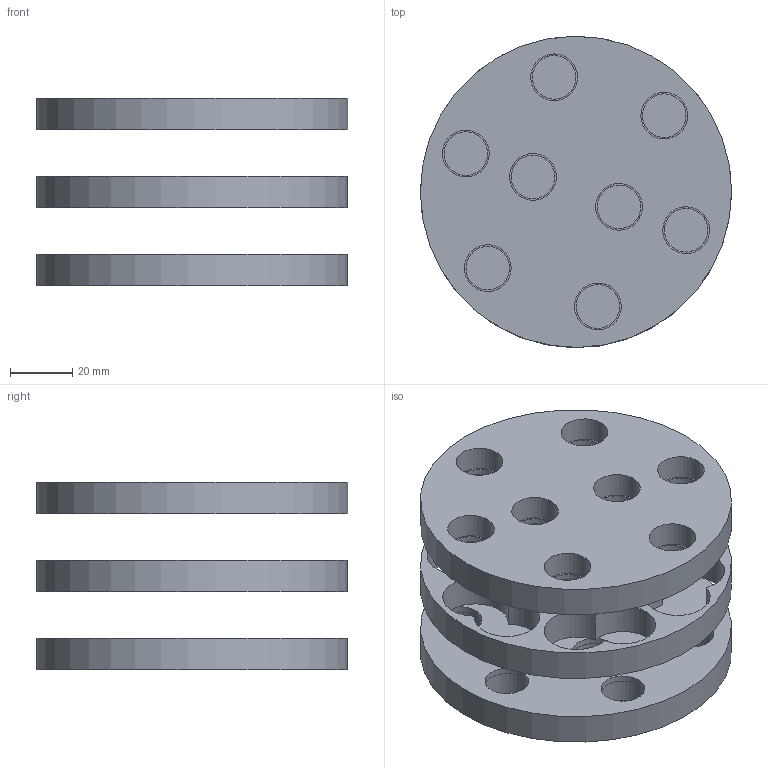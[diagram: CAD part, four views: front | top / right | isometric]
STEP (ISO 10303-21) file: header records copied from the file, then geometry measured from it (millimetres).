
FILE_DESCRIPTION(/* description */ ('Alibre Inc.'),/* implementation_level */ '2;1');
FILE_NAME(/* name */ 'export-C4CD5886-C895-4A5E-A783-F55F638B06F7',/* time_stamp */ '2018-12-26T18:06:32+01:00',/* author */ (''),/* organization */ (''),/* preprocessor_version */ 'ST-DEVELOPER v17',/* originating_system */ 'Alibre',/* authorisation */ '');
FILE_SCHEMA (('CONFIG_CONTROL_DESIGN'));
Length unit declared in the file: centimetre
Products named in the file (3): ID_1; ID_2
Bounding box: 99.81 x 99.81 x 60 mm (x, y, z)
Volume: 155831.6 mm3; surface area: 56755.7 mm2
Topology: 3 solids, 3 shells, 73 faces, 153 edges, 102 vertices
Faces by surface type: cylinder 51, plane 22
Full cylindrical faces by diameter (mm): 14 x16, 15 x16, 99.821 x3
Entity records: 1582 total; most frequent: DIRECTION 237, CARTESIAN_POINT 197, ORIENTED_EDGE 168, AXIS2_PLACEMENT_3D 113, EDGE_LOOP 104, FACE_BOUND 104, EDGE_CURVE 84, VERTEX_POINT 68
